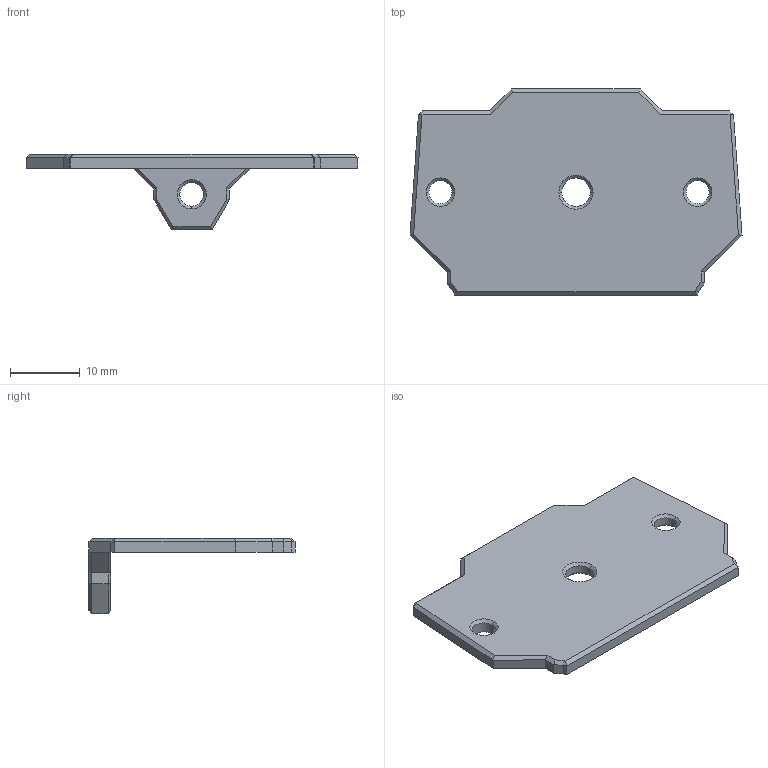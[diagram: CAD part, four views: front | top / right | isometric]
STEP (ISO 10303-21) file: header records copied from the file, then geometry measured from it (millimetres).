
FILE_DESCRIPTION (( 'STEP AP203' ), '1' );
FILE_NAME ('Orb2 Adapter Plate.STEP', '2024-10-08T23:06:16', ( '' ), ( '' ), 'SwSTEP 2.0', 'SolidWorks 2024', '' );
FILE_SCHEMA (( 'CONFIG_CONTROL_DESIGN' ));
Length unit declared in the file: metre
Products named in the file (1): Orb2 Adapter Plate
Bounding box: 47.76 x 29.64 x 10.86 mm (x, y, z)
Volume: 2670.3 mm3; surface area: 2944.6 mm2
Topology: 1 solids, 1 shells, 82 faces, 202 edges, 122 vertices
Faces by surface type: plane 60, cone 14, cylinder 8
Entity records: 2447 total; most frequent: CARTESIAN_POINT 407, ORIENTED_EDGE 404, DIRECTION 400, EDGE_CURVE 202, LINE 170, VECTOR 170, VERTEX_POINT 122, AXIS2_PLACEMENT_3D 115
